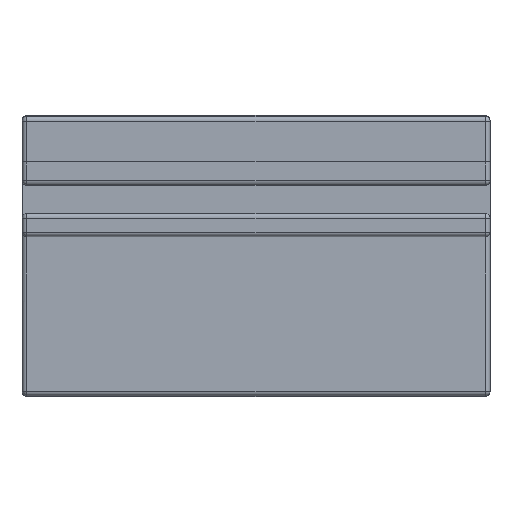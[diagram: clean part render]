
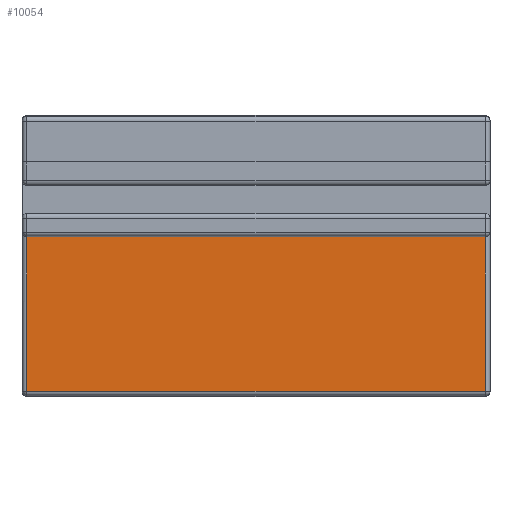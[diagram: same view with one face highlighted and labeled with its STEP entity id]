
A CAD part, top view. The second image highlights one B-rep face of the part: STEP entity #10054.
In plain terms, the highlighted planar face has unit normal (0, 0, 1).
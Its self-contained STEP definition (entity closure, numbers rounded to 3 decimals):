
#1282 = CYLINDRICAL_SURFACE('',#1283,0.5);
#1283 = AXIS2_PLACEMENT_3D('',#1284,#1285,#1286);
#1284 = CARTESIAN_POINT('',(-24.5,-15.,31.5));
#1285 = DIRECTION('',(0.,1.,0.));
#1286 = DIRECTION('',(0.,0.,1.));
#2712 = CYLINDRICAL_SURFACE('',#2713,0.5);
#2713 = AXIS2_PLACEMENT_3D('',#2714,#2715,#2716);
#2714 = CARTESIAN_POINT('',(24.5,-15.,31.5));
#2715 = DIRECTION('',(0.,1.,0.));
#2716 = DIRECTION('',(0.,0.,1.));
#6536 = VERTEX_POINT('',#6537);
#6537 = CARTESIAN_POINT('',(-24.5,2.,32.));
#6648 = PLANE('',#6649);
#6649 = AXIS2_PLACEMENT_3D('',#6650,#6651,#6652);
#6650 = CARTESIAN_POINT('',(-25.,2.,32.));
#6651 = DIRECTION('',(0.,-1.,0.));
#6652 = DIRECTION('',(0.,0.,1.));
#6796 = EDGE_CURVE('',#6797,#6536,#6799,.T.);
#6797 = VERTEX_POINT('',#6798);
#6798 = CARTESIAN_POINT('',(-24.5,-14.5,32.));
#6799 = SURFACE_CURVE('',#6800,(#6804,#6811),.PCURVE_S1.);
#6800 = LINE('',#6801,#6802);
#6801 = CARTESIAN_POINT('',(-24.5,-15.,32.));
#6802 = VECTOR('',#6803,1.);
#6803 = DIRECTION('',(0.,1.,0.));
#6804 = PCURVE('',#1282,#6805);
#6805 = DEFINITIONAL_REPRESENTATION('',(#6806),#6810);
#6806 = LINE('',#6807,#6808);
#6807 = CARTESIAN_POINT('',(-0.,0.));
#6808 = VECTOR('',#6809,1.);
#6809 = DIRECTION('',(-0.,1.));
#6810 = ( GEOMETRIC_REPRESENTATION_CONTEXT(2) 
PARAMETRIC_REPRESENTATION_CONTEXT() REPRESENTATION_CONTEXT('2D SPACE',''
  ) );
#6811 = PCURVE('',#6812,#6817);
#6812 = PLANE('',#6813);
#6813 = AXIS2_PLACEMENT_3D('',#6814,#6815,#6816);
#6814 = CARTESIAN_POINT('',(-25.,-15.,32.));
#6815 = DIRECTION('',(0.,0.,1.));
#6816 = DIRECTION('',(0.,1.,0.));
#6817 = DEFINITIONAL_REPRESENTATION('',(#6818),#6822);
#6818 = LINE('',#6819,#6820);
#6819 = CARTESIAN_POINT('',(0.,-0.5));
#6820 = VECTOR('',#6821,1.);
#6821 = DIRECTION('',(1.,0.));
#6822 = ( GEOMETRIC_REPRESENTATION_CONTEXT(2) 
PARAMETRIC_REPRESENTATION_CONTEXT() REPRESENTATION_CONTEXT('2D SPACE',''
  ) );
#8403 = VERTEX_POINT('',#8404);
#8404 = CARTESIAN_POINT('',(24.5,2.,32.));
#8488 = VERTEX_POINT('',#8489);
#8489 = CARTESIAN_POINT('',(24.5,-14.5,32.));
#8518 = EDGE_CURVE('',#8488,#8403,#8519,.T.);
#8519 = SURFACE_CURVE('',#8520,(#8524,#8531),.PCURVE_S1.);
#8520 = LINE('',#8521,#8522);
#8521 = CARTESIAN_POINT('',(24.5,-15.,32.));
#8522 = VECTOR('',#8523,1.);
#8523 = DIRECTION('',(0.,1.,0.));
#8524 = PCURVE('',#2712,#8525);
#8525 = DEFINITIONAL_REPRESENTATION('',(#8526),#8530);
#8526 = LINE('',#8527,#8528);
#8527 = CARTESIAN_POINT('',(0.,0.));
#8528 = VECTOR('',#8529,1.);
#8529 = DIRECTION('',(0.,1.));
#8530 = ( GEOMETRIC_REPRESENTATION_CONTEXT(2) 
PARAMETRIC_REPRESENTATION_CONTEXT() REPRESENTATION_CONTEXT('2D SPACE',''
  ) );
#8531 = PCURVE('',#6812,#8532);
#8532 = DEFINITIONAL_REPRESENTATION('',(#8533),#8537);
#8533 = LINE('',#8534,#8535);
#8534 = CARTESIAN_POINT('',(0.,-49.5));
#8535 = VECTOR('',#8536,1.);
#8536 = DIRECTION('',(1.,0.));
#8537 = ( GEOMETRIC_REPRESENTATION_CONTEXT(2) 
PARAMETRIC_REPRESENTATION_CONTEXT() REPRESENTATION_CONTEXT('2D SPACE',''
  ) );
#9979 = EDGE_CURVE('',#6536,#8403,#9980,.T.);
#9980 = SURFACE_CURVE('',#9981,(#9985,#9992),.PCURVE_S1.);
#9981 = LINE('',#9982,#9983);
#9982 = CARTESIAN_POINT('',(-25.,2.,32.));
#9983 = VECTOR('',#9984,1.);
#9984 = DIRECTION('',(1.,0.,0.));
#9985 = PCURVE('',#6648,#9986);
#9986 = DEFINITIONAL_REPRESENTATION('',(#9987),#9991);
#9987 = LINE('',#9988,#9989);
#9988 = CARTESIAN_POINT('',(0.,0.));
#9989 = VECTOR('',#9990,1.);
#9990 = DIRECTION('',(0.,-1.));
#9991 = ( GEOMETRIC_REPRESENTATION_CONTEXT(2) 
PARAMETRIC_REPRESENTATION_CONTEXT() REPRESENTATION_CONTEXT('2D SPACE',''
  ) );
#9992 = PCURVE('',#6812,#9993);
#9993 = DEFINITIONAL_REPRESENTATION('',(#9994),#9998);
#9994 = LINE('',#9995,#9996);
#9995 = CARTESIAN_POINT('',(17.,0.));
#9996 = VECTOR('',#9997,1.);
#9997 = DIRECTION('',(0.,-1.));
#9998 = ( GEOMETRIC_REPRESENTATION_CONTEXT(2) 
PARAMETRIC_REPRESENTATION_CONTEXT() REPRESENTATION_CONTEXT('2D SPACE',''
  ) );
#10054 = ADVANCED_FACE('',(#10055),#6812,.T.);
#10055 = FACE_BOUND('',#10056,.T.);
#10056 = EDGE_LOOP('',(#10057,#10058,#10059,#10085));
#10057 = ORIENTED_EDGE('',*,*,#9979,.F.);
#10058 = ORIENTED_EDGE('',*,*,#6796,.F.);
#10059 = ORIENTED_EDGE('',*,*,#10060,.T.);
#10060 = EDGE_CURVE('',#6797,#8488,#10061,.T.);
#10061 = SURFACE_CURVE('',#10062,(#10066,#10073),.PCURVE_S1.);
#10062 = LINE('',#10063,#10064);
#10063 = CARTESIAN_POINT('',(-25.,-14.5,32.));
#10064 = VECTOR('',#10065,1.);
#10065 = DIRECTION('',(1.,0.,0.));
#10066 = PCURVE('',#6812,#10067);
#10067 = DEFINITIONAL_REPRESENTATION('',(#10068),#10072);
#10068 = LINE('',#10069,#10070);
#10069 = CARTESIAN_POINT('',(0.5,0.));
#10070 = VECTOR('',#10071,1.);
#10071 = DIRECTION('',(0.,-1.));
#10072 = ( GEOMETRIC_REPRESENTATION_CONTEXT(2) 
PARAMETRIC_REPRESENTATION_CONTEXT() REPRESENTATION_CONTEXT('2D SPACE',''
  ) );
#10073 = PCURVE('',#10074,#10079);
#10074 = CYLINDRICAL_SURFACE('',#10075,0.5);
#10075 = AXIS2_PLACEMENT_3D('',#10076,#10077,#10078);
#10076 = CARTESIAN_POINT('',(-25.,-14.5,31.5));
#10077 = DIRECTION('',(1.,0.,0.));
#10078 = DIRECTION('',(0.,0.,1.));
#10079 = DEFINITIONAL_REPRESENTATION('',(#10080),#10084);
#10080 = LINE('',#10081,#10082);
#10081 = CARTESIAN_POINT('',(0.,0.));
#10082 = VECTOR('',#10083,1.);
#10083 = DIRECTION('',(0.,1.));
#10084 = ( GEOMETRIC_REPRESENTATION_CONTEXT(2) 
PARAMETRIC_REPRESENTATION_CONTEXT() REPRESENTATION_CONTEXT('2D SPACE',''
  ) );
#10085 = ORIENTED_EDGE('',*,*,#8518,.T.);
